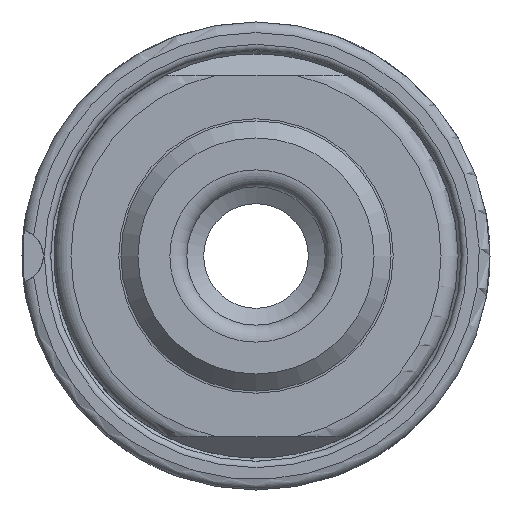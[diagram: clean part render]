
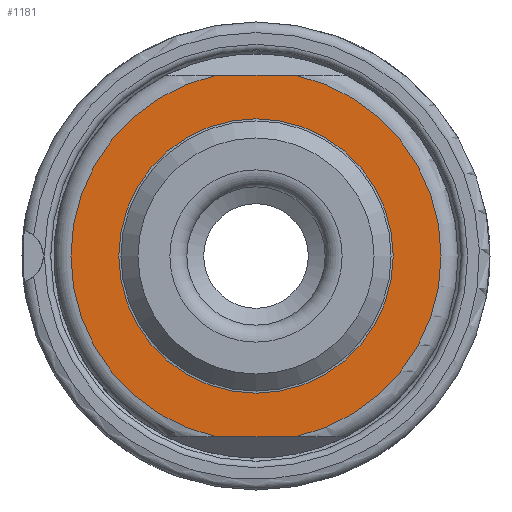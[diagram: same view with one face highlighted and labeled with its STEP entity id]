
A CAD part, left-side view. The second image highlights one B-rep face of the part: STEP entity #1181.
In plain terms, the highlighted planar face has unit normal (-1, 0, 0).
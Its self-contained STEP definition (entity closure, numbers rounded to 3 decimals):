
#61=FACE_BOUND('',#208,.T.);
#70=PLANE('',#1320);
#135=FACE_OUTER_BOUND('',#207,.T.);
#207=EDGE_LOOP('',(#832,#833,#834,#835));
#208=EDGE_LOOP('',(#836));
#283=LINE('',#1910,#356);
#284=LINE('',#1927,#357);
#356=VECTOR('',#1509,10.);
#357=VECTOR('',#1514,10.);
#432=CIRCLE('',#1321,8.7);
#433=CIRCLE('',#1322,8.7);
#434=CIRCLE('',#1323,6.45);
#511=VERTEX_POINT('',#1896);
#512=VERTEX_POINT('',#1909);
#513=VERTEX_POINT('',#1924);
#514=VERTEX_POINT('',#1926);
#515=VERTEX_POINT('',#1929);
#635=EDGE_CURVE('',#512,#511,#283,.T.);
#637=EDGE_CURVE('',#513,#511,#432,.T.);
#638=EDGE_CURVE('',#513,#514,#284,.T.);
#639=EDGE_CURVE('',#512,#514,#433,.T.);
#640=EDGE_CURVE('',#515,#515,#434,.T.);
#832=ORIENTED_EDGE('',*,*,#635,.T.);
#833=ORIENTED_EDGE('',*,*,#637,.F.);
#834=ORIENTED_EDGE('',*,*,#638,.T.);
#835=ORIENTED_EDGE('',*,*,#639,.F.);
#836=ORIENTED_EDGE('',*,*,#640,.T.);
#1181=ADVANCED_FACE('',(#135,#61),#70,.T.);
#1320=AXIS2_PLACEMENT_3D('',#1923,#1510,#1511);
#1321=AXIS2_PLACEMENT_3D('',#1925,#1512,#1513);
#1322=AXIS2_PLACEMENT_3D('',#1928,#1515,#1516);
#1323=AXIS2_PLACEMENT_3D('',#1930,#1517,#1518);
#1509=DIRECTION('',(0.,-1.,0.));
#1510=DIRECTION('center_axis',(-1.,0.,0.));
#1511=DIRECTION('ref_axis',(0.,0.,1.));
#1512=DIRECTION('center_axis',(1.,0.,0.));
#1513=DIRECTION('ref_axis',(0.,-1.,0.));
#1514=DIRECTION('',(0.,1.,0.));
#1515=DIRECTION('center_axis',(1.,0.,0.));
#1516=DIRECTION('ref_axis',(0.,-1.,0.));
#1517=DIRECTION('center_axis',(1.,0.,0.));
#1518=DIRECTION('ref_axis',(0.,0.,-1.));
#1896=CARTESIAN_POINT('',(88.9,-1.855,-8.5));
#1909=CARTESIAN_POINT('',(88.9,1.855,-8.5));
#1910=CARTESIAN_POINT('',(88.9,4.75,-8.5));
#1923=CARTESIAN_POINT('Origin',(88.9,9.5,0.));
#1924=CARTESIAN_POINT('',(88.9,-1.855,8.5));
#1925=CARTESIAN_POINT('Origin',(88.9,0.,0.));
#1926=CARTESIAN_POINT('',(88.9,1.855,8.5));
#1927=CARTESIAN_POINT('',(88.9,4.75,8.5));
#1928=CARTESIAN_POINT('Origin',(88.9,0.,0.));
#1929=CARTESIAN_POINT('',(88.9,0.,6.45));
#1930=CARTESIAN_POINT('Origin',(88.9,0.,0.));
